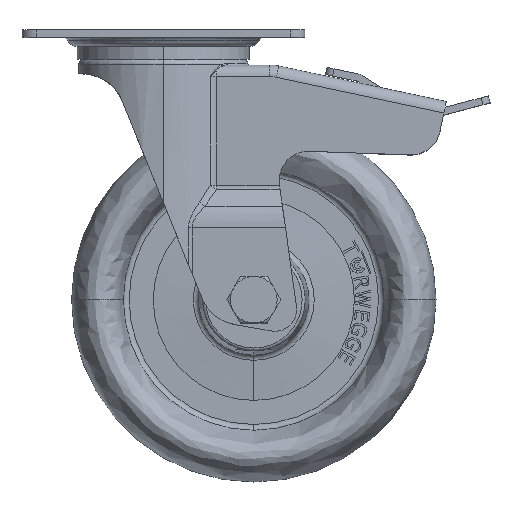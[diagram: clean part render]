
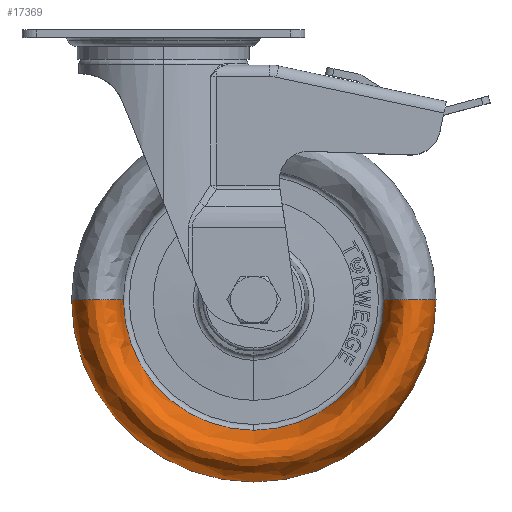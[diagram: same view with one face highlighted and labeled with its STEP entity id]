
A CAD part, top view. The second image highlights one B-rep face of the part: STEP entity #17369.
In plain terms, the highlighted free-form (B-spline) face has degree [3, 3] with [4, 4] control points.
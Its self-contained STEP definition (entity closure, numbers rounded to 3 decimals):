
#921 = CARTESIAN_POINT ( 'NONE',  ( -54.153, -45.569, 5.781 ) ) ;
#961 = ORIENTED_EDGE ( 'NONE', *, *, #3527, .T. ) ;
#1363 = CARTESIAN_POINT ( 'NONE',  ( 70.847, -45.569, 34.694 ) ) ;
#1672 = DIRECTION ( 'NONE',  ( 0., -1., 0. ) ) ;
#2555 = AXIS2_PLACEMENT_3D ( 'NONE', #15860, #12640, #6240 ) ;
#2659 = CARTESIAN_POINT ( 'NONE',  ( 70.847, -45.569, 5.781 ) ) ;
#2710 = VERTEX_POINT ( 'NONE', #12717 ) ;
#2874 = CARTESIAN_POINT ( 'NONE',  ( -36.404, -45.569, 10.078 ) ) ;
#3527 = EDGE_CURVE ( 'NONE', #2710, #16107, #4133, .T. ) ;
#4133 = CIRCLE ( 'NONE', #10386, 44.751 ) ;
#4508 = EDGE_CURVE ( 'NONE', #13931, #16107, #12266, .T. ) ;
#4525 = CARTESIAN_POINT ( 'NONE',  ( -39.798, -45.569, 38.169 ) ) ;
#4640 =( BOUNDED_SURFACE ( )  B_SPLINE_SURFACE ( 3, 3, ( 
 ( #2659, #12907, #9442, #7930 ),
 ( #1363, #7807, #11255, #9772 ),
 ( #14399, #14508, #19385, #4525 ),
 ( #16306, #11155, #6279, #2874 ) ),
 .UNSPECIFIED., .F., .F., .T. ) 
 B_SPLINE_SURFACE_WITH_KNOTS ( ( 4, 4 ),
 ( 4, 4 ),
 ( 0., 1. ),
 ( 0., 1. ),
 .UNSPECIFIED. ) 
 GEOMETRIC_REPRESENTATION_ITEM ( )  RATIONAL_B_SPLINE_SURFACE ( (
 ( 1., 0.333, 0.333, 1.),
 ( 0.412, 0.137, 0.137, 0.412),
 ( 0.412, 0.137, 0.137, 0.412),
 ( 1., 0.333, 0.333, 1.) ) ) 
 REPRESENTATION_ITEM ( '' )  SURFACE ( )  );
#5027 = CARTESIAN_POINT ( 'NONE',  ( 56.492, -45.569, 38.169 ) ) ;
#5598 = EDGE_LOOP ( 'NONE', ( #8798, #14246, #16971, #961, #13838 ) ) ;
#6240 = DIRECTION ( 'NONE',  ( 0., 1., 0. ) ) ;
#6279 = CARTESIAN_POINT ( 'NONE',  ( -36.404, -135.072, 10.078 ) ) ;
#6405 = DIRECTION ( 'NONE',  ( 0., 0., -1. ) ) ;
#7700 = VERTEX_POINT ( 'NONE', #11135 ) ;
#7807 = CARTESIAN_POINT ( 'NONE',  ( 70.847, -170.569, 34.694 ) ) ;
#7930 = CARTESIAN_POINT ( 'NONE',  ( -54.153, -45.569, 5.781 ) ) ;
#7937 = CARTESIAN_POINT ( 'NONE',  ( -36.404, -45.569, 10.078 ) ) ;
#8798 = ORIENTED_EDGE ( 'NONE', *, *, #16672, .T. ) ;
#9103 = CARTESIAN_POINT ( 'NONE',  ( -54.153, -45.569, 34.694 ) ) ;
#9318 = CARTESIAN_POINT ( 'NONE',  ( -39.798, -45.569, 38.169 ) ) ;
#9342 = FACE_OUTER_BOUND ( 'NONE', #5598, .T. ) ;
#9442 = CARTESIAN_POINT ( 'NONE',  ( -54.153, -170.569, 5.781 ) ) ;
#9772 = CARTESIAN_POINT ( 'NONE',  ( -54.153, -45.569, 34.694 ) ) ;
#9850 = CARTESIAN_POINT ( 'NONE',  ( 70.847, -45.569, 5.781 ) ) ;
#9926 = EDGE_CURVE ( 'NONE', #7700, #17611, #13780, .T. ) ;
#10062 = CARTESIAN_POINT ( 'NONE',  ( 53.098, -45.569, 10.078 ) ) ;
#10386 = AXIS2_PLACEMENT_3D ( 'NONE', #12933, #6405, #11283 ) ;
#11135 = CARTESIAN_POINT ( 'NONE',  ( 70.847, -45.569, 5.781 ) ) ;
#11155 = CARTESIAN_POINT ( 'NONE',  ( 53.098, -135.072, 10.078 ) ) ;
#11255 = CARTESIAN_POINT ( 'NONE',  ( -54.153, -170.569, 34.694 ) ) ;
#11283 = DIRECTION ( 'NONE',  ( 0., -1., 0. ) ) ;
#11671 = DIRECTION ( 'NONE',  ( 0., 0., -1. ) ) ;
#12266 =( BOUNDED_CURVE ( )  B_SPLINE_CURVE ( 3, ( #921, #9103, #9318, #14171 ),
 .UNSPECIFIED., .F., .F. ) 
 B_SPLINE_CURVE_WITH_KNOTS ( ( 4, 4 ),
 ( 1.568, 4.473 ),
 .UNSPECIFIED. ) 
 CURVE ( )  GEOMETRIC_REPRESENTATION_ITEM ( )  RATIONAL_B_SPLINE_CURVE ( ( 1., 0.412, 0.412, 1. ) ) 
 REPRESENTATION_ITEM ( '' )  );
#12640 = DIRECTION ( 'NONE',  ( 0., 0., 1. ) ) ;
#12717 = CARTESIAN_POINT ( 'NONE',  ( 8.347, -90.321, 10.078 ) ) ;
#12907 = CARTESIAN_POINT ( 'NONE',  ( 70.847, -170.569, 5.781 ) ) ;
#12933 = CARTESIAN_POINT ( 'NONE',  ( 8.347, -45.569, 10.078 ) ) ;
#13780 =( BOUNDED_CURVE ( )  B_SPLINE_CURVE ( 3, ( #9850, #19894, #5027, #10062 ),
 .UNSPECIFIED., .F., .F. ) 
 B_SPLINE_CURVE_WITH_KNOTS ( ( 4, 4 ),
 ( 1.568, 4.473 ),
 .UNSPECIFIED. ) 
 CURVE ( )  GEOMETRIC_REPRESENTATION_ITEM ( )  RATIONAL_B_SPLINE_CURVE ( ( 1., 0.412, 0.412, 1. ) ) 
 REPRESENTATION_ITEM ( '' )  );
#13838 = ORIENTED_EDGE ( 'NONE', *, *, #4508, .F. ) ;
#13931 = VERTEX_POINT ( 'NONE', #16716 ) ;
#14171 = CARTESIAN_POINT ( 'NONE',  ( -36.404, -45.569, 10.078 ) ) ;
#14246 = ORIENTED_EDGE ( 'NONE', *, *, #9926, .T. ) ;
#14399 = CARTESIAN_POINT ( 'NONE',  ( 56.492, -45.569, 38.169 ) ) ;
#14508 = CARTESIAN_POINT ( 'NONE',  ( 56.492, -141.859, 38.169 ) ) ;
#15860 = CARTESIAN_POINT ( 'NONE',  ( 8.347, -45.569, 5.781 ) ) ;
#16107 = VERTEX_POINT ( 'NONE', #7937 ) ;
#16156 = EDGE_CURVE ( 'NONE', #17611, #2710, #19856, .T. ) ;
#16182 = CARTESIAN_POINT ( 'NONE',  ( 53.098, -45.569, 10.078 ) ) ;
#16306 = CARTESIAN_POINT ( 'NONE',  ( 53.098, -45.569, 10.078 ) ) ;
#16538 = CARTESIAN_POINT ( 'NONE',  ( 8.347, -45.569, 10.078 ) ) ;
#16672 = EDGE_CURVE ( 'NONE', #13931, #7700, #20220, .T. ) ;
#16716 = CARTESIAN_POINT ( 'NONE',  ( -54.153, -45.569, 5.781 ) ) ;
#16971 = ORIENTED_EDGE ( 'NONE', *, *, #16156, .T. ) ;
#17369 = ADVANCED_FACE ( 'NONE', ( #9342 ), #4640, .T. ) ;
#17611 = VERTEX_POINT ( 'NONE', #16182 ) ;
#19385 = CARTESIAN_POINT ( 'NONE',  ( -39.798, -141.859, 38.169 ) ) ;
#19856 = CIRCLE ( 'NONE', #20896, 44.751 ) ;
#19894 = CARTESIAN_POINT ( 'NONE',  ( 70.847, -45.569, 34.694 ) ) ;
#20220 = CIRCLE ( 'NONE', #2555, 62.5 ) ;
#20896 = AXIS2_PLACEMENT_3D ( 'NONE', #16538, #11671, #1672 ) ;
